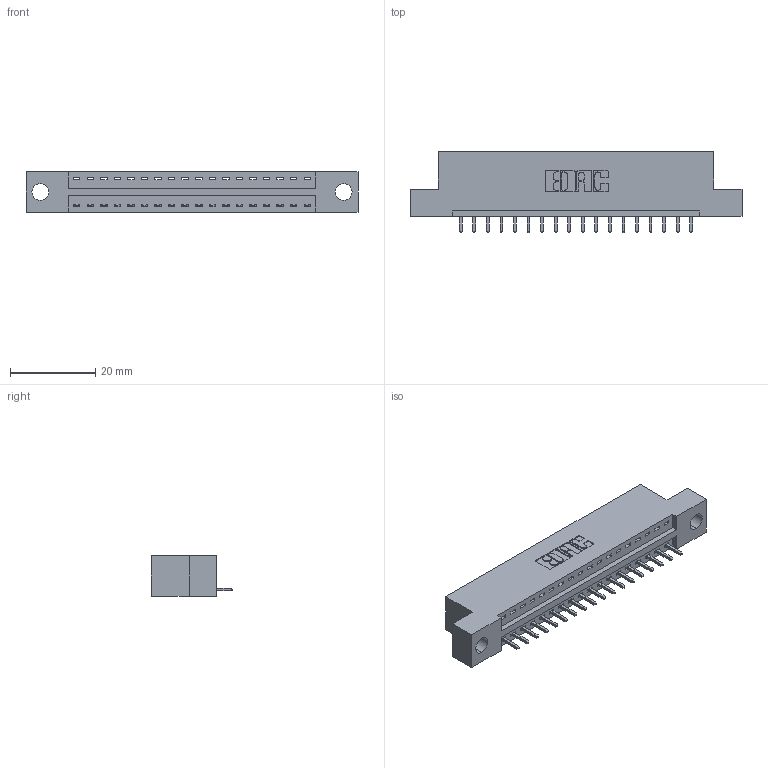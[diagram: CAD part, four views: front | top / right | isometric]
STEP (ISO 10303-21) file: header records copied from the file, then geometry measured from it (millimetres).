
FILE_DESCRIPTION (( 'STEP AP203' ), '1' );
FILE_NAME ('346-018-521-104.STEP', '2018-08-20T07:14:07', ( '' ), ( '' ), 'SwSTEP 2.0', 'SolidWorks 2016', '' );
FILE_SCHEMA (( 'CONFIG_CONTROL_DESIGN' ));
Length unit declared in the file: inch
Products named in the file (3): 346 Part_Flush Mounting Lugs - 0.156 Dia-TH; 345-292-001_345-293-121; 346-018-521-104
Assembly tree (19 placements, depth 2):
  346-018-521-104
    346 Part_Flush Mounting Lugs - 0.156 Dia-TH
    345-292-001_345-293-121  x18
Bounding box: 77.72 x 19.05 x 9.4 mm (x, y, z)
Volume: 7135.5 mm3; surface area: 8260.7 mm2
Topology: 19 solids, 19 shells, 1166 faces, 3497 edges, 2306 vertices
Faces by surface type: plane 796, cylinder 370
Entity records: 14423 total; most frequent: CARTESIAN_POINT 2486, ORIENTED_EDGE 2438, DIRECTION 2223, EDGE_CURVE 1219, VECTOR 1015, LINE 1015, VERTEX_POINT 810, AXIS2_PLACEMENT_3D 604
